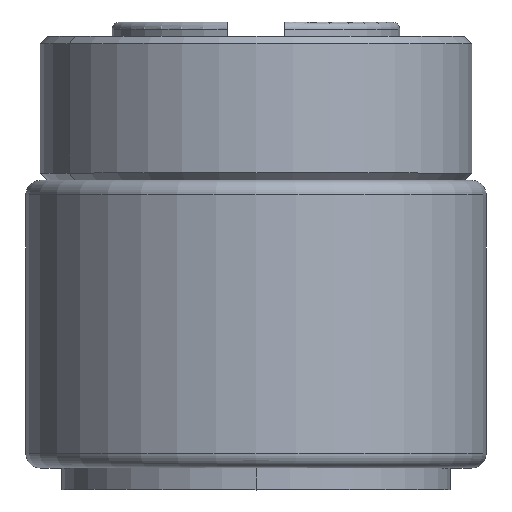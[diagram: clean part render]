
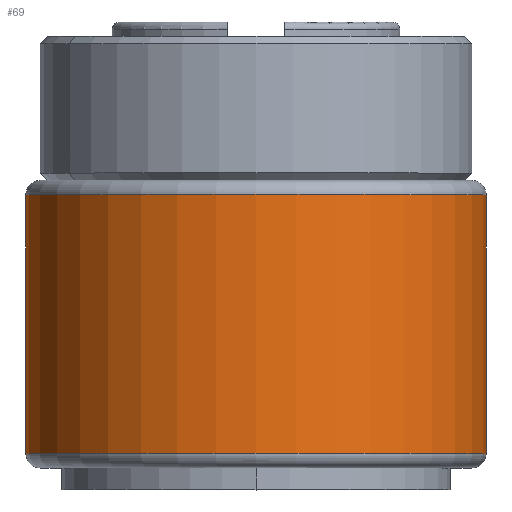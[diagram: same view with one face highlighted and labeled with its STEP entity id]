
A CAD part, top view. The second image highlights one B-rep face of the part: STEP entity #69.
In plain terms, the highlighted cylindrical face has radius 16 mm (diameter 32 mm), a partial arc.
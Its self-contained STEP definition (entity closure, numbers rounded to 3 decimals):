
#69 = ADVANCED_FACE ( 'NONE', ( #3843 ), #2299, .T. ) ;
#166 = CARTESIAN_POINT ( 'NONE',  ( 0., 19., 16. ) ) ;
#231 = CARTESIAN_POINT ( 'NONE',  ( 0., 1., 0. ) ) ;
#259 = LINE ( 'NONE', #2358, #1997 ) ;
#539 = VERTEX_POINT ( 'NONE', #166 ) ;
#802 = DIRECTION ( 'NONE',  ( 0., 1., 0. ) ) ;
#939 = VECTOR ( 'NONE', #1276, 1000. ) ;
#952 = ORIENTED_EDGE ( 'NONE', *, *, #1721, .T. ) ;
#971 = VERTEX_POINT ( 'NONE', #1671 ) ;
#1021 = CIRCLE ( 'NONE', #3252, 16. ) ;
#1108 = ORIENTED_EDGE ( 'NONE', *, *, #3722, .T. ) ;
#1276 = DIRECTION ( 'NONE',  ( 0., -1., 0. ) ) ;
#1411 = CARTESIAN_POINT ( 'NONE',  ( 0., 1., 16. ) ) ;
#1443 = VERTEX_POINT ( 'NONE', #1411 ) ;
#1566 = CARTESIAN_POINT ( 'NONE',  ( 0., 19., -16. ) ) ;
#1632 = DIRECTION ( 'NONE',  ( 0., -1., 0. ) ) ;
#1649 = DIRECTION ( 'NONE',  ( 0., 0., 1. ) ) ;
#1671 = CARTESIAN_POINT ( 'NONE',  ( 0., 1., -16. ) ) ;
#1721 = EDGE_CURVE ( 'NONE', #3521, #539, #1021, .T. ) ;
#1722 = DIRECTION ( 'NONE',  ( 0., 0., 1. ) ) ;
#1789 = EDGE_LOOP ( 'NONE', ( #952, #1108, #3750, #2611 ) ) ;
#1970 = CARTESIAN_POINT ( 'NONE',  ( 0., 20., 0. ) ) ;
#1997 = VECTOR ( 'NONE', #3055, 1000. ) ;
#2299 = CYLINDRICAL_SURFACE ( 'NONE', #3416, 16. ) ;
#2358 = CARTESIAN_POINT ( 'NONE',  ( 0., 20., 16. ) ) ;
#2559 = CARTESIAN_POINT ( 'NONE',  ( 0., 19., 0. ) ) ;
#2611 = ORIENTED_EDGE ( 'NONE', *, *, #2985, .F. ) ;
#2626 = AXIS2_PLACEMENT_3D ( 'NONE', #231, #802, #1722 ) ;
#2747 = CARTESIAN_POINT ( 'NONE',  ( 0., 20., -16. ) ) ;
#2863 = DIRECTION ( 'NONE',  ( 0., -1., 0. ) ) ;
#2880 = CIRCLE ( 'NONE', #2626, 16. ) ;
#2985 = EDGE_CURVE ( 'NONE', #3521, #971, #3094, .T. ) ;
#3055 = DIRECTION ( 'NONE',  ( 0., -1., 0. ) ) ;
#3094 = LINE ( 'NONE', #2747, #939 ) ;
#3252 = AXIS2_PLACEMENT_3D ( 'NONE', #2559, #1632, #1649 ) ;
#3300 = EDGE_CURVE ( 'NONE', #1443, #971, #2880, .T. ) ;
#3416 = AXIS2_PLACEMENT_3D ( 'NONE', #1970, #2863, #3501 ) ;
#3501 = DIRECTION ( 'NONE',  ( 0., 0., -1. ) ) ;
#3521 = VERTEX_POINT ( 'NONE', #1566 ) ;
#3722 = EDGE_CURVE ( 'NONE', #539, #1443, #259, .T. ) ;
#3750 = ORIENTED_EDGE ( 'NONE', *, *, #3300, .T. ) ;
#3843 = FACE_OUTER_BOUND ( 'NONE', #1789, .T. ) ;
